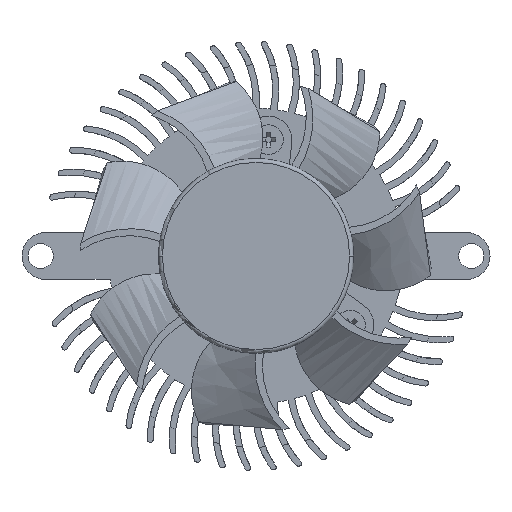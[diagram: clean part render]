
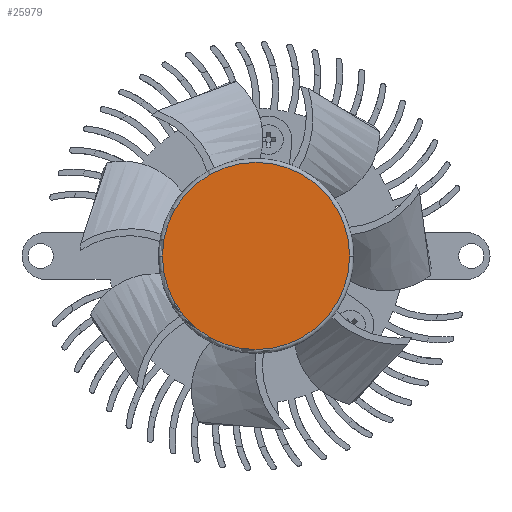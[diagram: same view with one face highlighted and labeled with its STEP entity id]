
A CAD part, front view. The second image highlights one B-rep face of the part: STEP entity #25979.
In plain terms, the highlighted face is planar.
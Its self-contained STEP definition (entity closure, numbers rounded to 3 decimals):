
#2872 = FACE_OUTER_BOUND ( 'NONE', #32388, .T. ) ;
#6090 = DIRECTION ( 'NONE',  ( 0., 0., 1. ) ) ;
#6639 = DIRECTION ( 'NONE',  ( 0., 1., 0. ) ) ;
#7882 = DIRECTION ( 'NONE',  ( 0., 1., 0. ) ) ;
#11232 = CARTESIAN_POINT ( 'NONE',  ( -12., 5.5, 0. ) ) ;
#11473 = PLANE ( 'NONE',  #25170 ) ;
#12877 = CIRCLE ( 'NONE', #27492, 12. ) ;
#12992 = VERTEX_POINT ( 'NONE', #23573 ) ;
#15786 = CARTESIAN_POINT ( 'NONE',  ( 0., 5.5, 0. ) ) ;
#17395 = VERTEX_POINT ( 'NONE', #11232 ) ;
#18031 = CARTESIAN_POINT ( 'NONE',  ( 0., 5.5, 0. ) ) ;
#20519 = EDGE_CURVE ( 'NONE', #17395, #12992, #27986, .T. ) ;
#22143 = EDGE_CURVE ( 'NONE', #12992, #17395, #12877, .T. ) ;
#23573 = CARTESIAN_POINT ( 'NONE',  ( 12., 5.5, 0. ) ) ;
#24181 = DIRECTION ( 'NONE',  ( 0., 1., 0. ) ) ;
#25003 = ORIENTED_EDGE ( 'NONE', *, *, #20519, .T. ) ;
#25170 = AXIS2_PLACEMENT_3D ( 'NONE', #18031, #24181, #6090 ) ;
#25958 = DIRECTION ( 'NONE',  ( -1., 0., 0. ) ) ;
#25979 = ADVANCED_FACE ( 'NONE', ( #2872 ), #11473, .T. ) ;
#27492 = AXIS2_PLACEMENT_3D ( 'NONE', #35104, #7882, #25958 ) ;
#27986 = CIRCLE ( 'NONE', #36854, 12. ) ;
#29860 = ORIENTED_EDGE ( 'NONE', *, *, #22143, .T. ) ;
#32388 = EDGE_LOOP ( 'NONE', ( #25003, #29860 ) ) ;
#35104 = CARTESIAN_POINT ( 'NONE',  ( 0., 5.5, 0. ) ) ;
#36238 = DIRECTION ( 'NONE',  ( -1., 0., 0. ) ) ;
#36854 = AXIS2_PLACEMENT_3D ( 'NONE', #15786, #6639, #36238 ) ;
